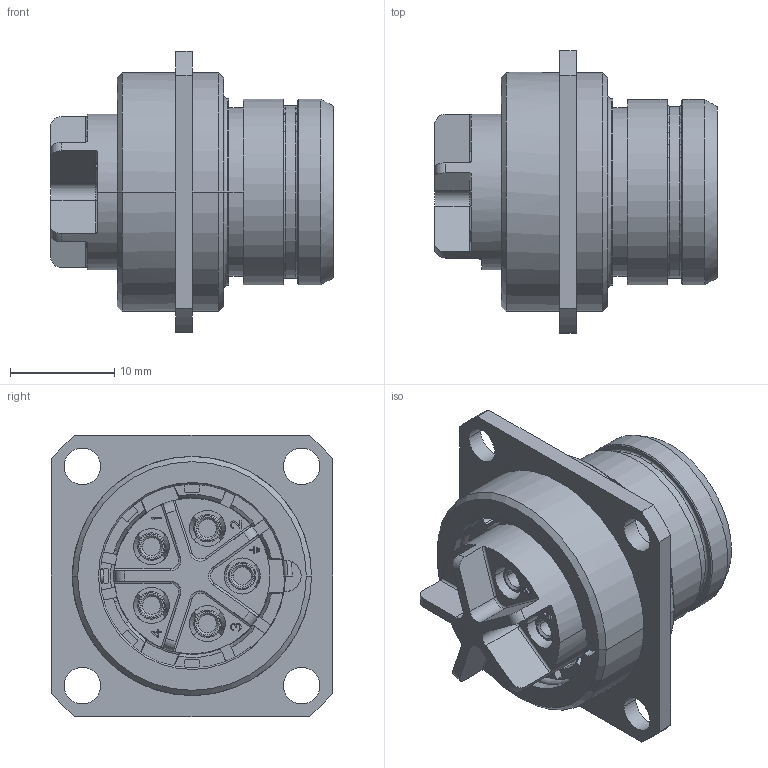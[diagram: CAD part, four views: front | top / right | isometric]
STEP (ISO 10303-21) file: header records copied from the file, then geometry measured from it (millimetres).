
FILE_DESCRIPTION((''),'2;1');
FILE_NAME('1331E295FS','2024-07-19T10:40:38',('paultorloting'),('NET AG system integration'),'CREO PARAMETRIC BY PTC INC, 2021404','CREO PARAMETRIC BY PTC INC, 2021404','');
FILE_SCHEMA(('AUTOMOTIVE_DESIGN { 1 0 10303 214 1 1 1 1 }'));
Length unit declared in the file: millimetre
Products named in the file (1): 1331E295FS
Bounding box: 27.05 x 27 x 27 mm (x, y, z)
Volume: 6006 mm3; surface area: 7333.7 mm2
Topology: 1 solids, 1 shells, 904 faces, 2355 edges, 1523 vertices
Faces by surface type: plane 497, cylinder 228, cone 94, torus 66, bspline 19
Entity records: 33362 total; most frequent: CARTESIAN_POINT 6777, ORIENTED_EDGE 4710, DIRECTION 4671, EDGE_CURVE 2355, AXIS2_PLACEMENT_3D 1611, VERTEX_POINT 1523, VECTOR 1446, LINE 1446
